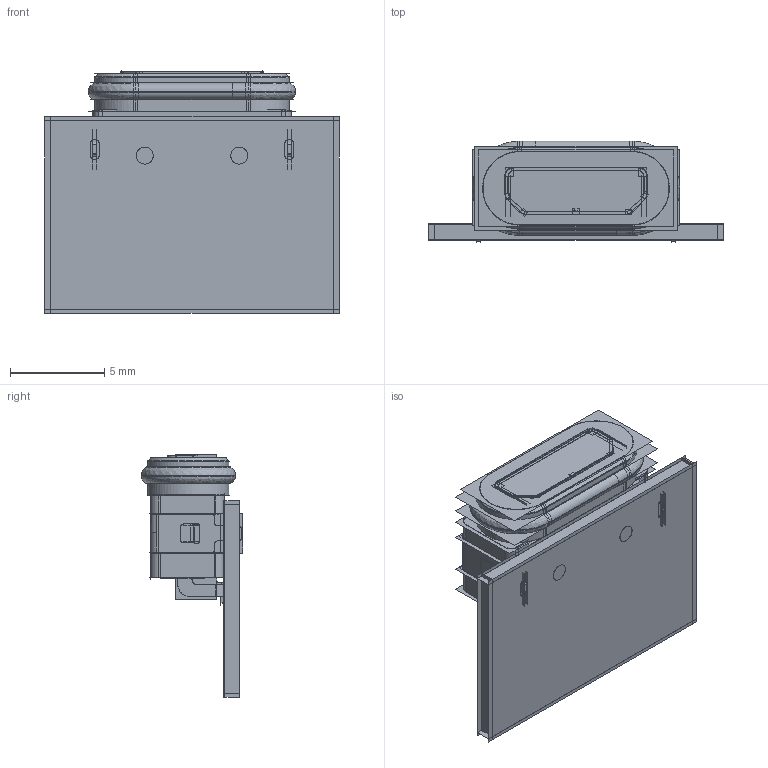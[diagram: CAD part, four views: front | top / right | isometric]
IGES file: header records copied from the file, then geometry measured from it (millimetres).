
Start section:  PTC IGES file: mcb0006s00-09c-142_asm.igs
Global section: file name: mcb0006s00-09c-142_asm.igs; native system: Pro/ENGINEER by Parametric Technology Corporation; preprocessor: 2009141; author: Administrator; organization: Unknown; date: 20170526.105829; units: millimetre
Bounding box: 15.6 x 5.39 x 12.85 mm (x, y, z)
Surface area: 4102.6 mm2 (no closed solid volume)
Topology: 0 solids, 0 shells, 2372 faces, 32415 edges, 42092 vertices
Faces by surface type: bspline 1692, revolution 680
